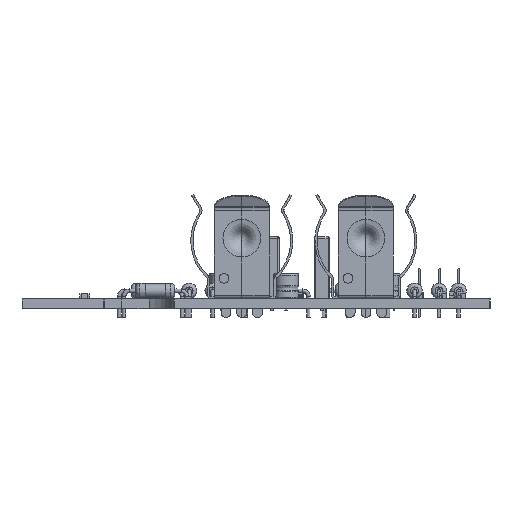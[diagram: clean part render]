
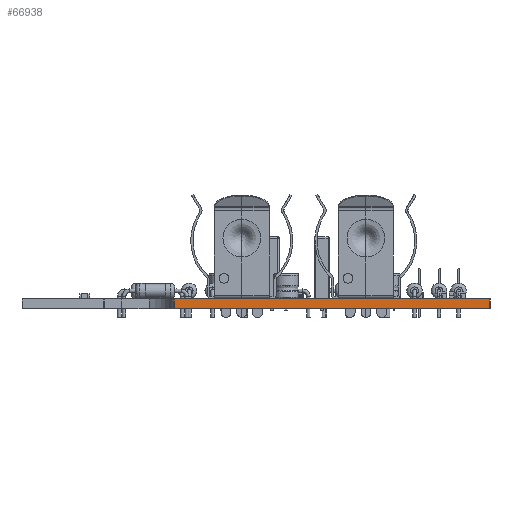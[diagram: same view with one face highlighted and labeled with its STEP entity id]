
A CAD part, left-side view. The second image highlights one B-rep face of the part: STEP entity #66938.
In plain terms, the highlighted planar face has unit normal (-1, 0, 0).
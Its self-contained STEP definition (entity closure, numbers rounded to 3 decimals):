
#58119 = PLANE('',#58120);
#58120 = AXIS2_PLACEMENT_3D('',#58121,#58122,#58123);
#58121 = CARTESIAN_POINT('',(0.,0.,1.6));
#58122 = DIRECTION('',(0.,0.,1.));
#58123 = DIRECTION('',(1.,0.,-0.));
#58173 = PLANE('',#58174);
#58174 = AXIS2_PLACEMENT_3D('',#58175,#58176,#58177);
#58175 = CARTESIAN_POINT('',(0.,0.,0.));
#58176 = DIRECTION('',(0.,0.,1.));
#58177 = DIRECTION('',(1.,0.,-0.));
#58563 = VERTEX_POINT('',#58564);
#58564 = CARTESIAN_POINT('',(83.8,-74.9,0.));
#58578 = PLANE('',#58579);
#58579 = AXIS2_PLACEMENT_3D('',#58580,#58581,#58582);
#58580 = CARTESIAN_POINT('',(83.8,-74.9,0.));
#58581 = DIRECTION('',(-0.002,1.,0.));
#58582 = DIRECTION('',(1.,0.002,0.));
#58590 = EDGE_CURVE('',#58591,#58563,#58593,.T.);
#58591 = VERTEX_POINT('',#58592);
#58592 = CARTESIAN_POINT('',(83.82,-125.984,0.));
#58593 = SURFACE_CURVE('',#58594,(#58598,#58605),.PCURVE_S1.);
#58594 = LINE('',#58595,#58596);
#58595 = CARTESIAN_POINT('',(83.82,-125.984,0.));
#58596 = VECTOR('',#58597,1.);
#58597 = DIRECTION('',(0.,1.,0.));
#58598 = PCURVE('',#58173,#58599);
#58599 = DEFINITIONAL_REPRESENTATION('',(#58600),#58604);
#58600 = LINE('',#58601,#58602);
#58601 = CARTESIAN_POINT('',(83.82,-125.984));
#58602 = VECTOR('',#58603,1.);
#58603 = DIRECTION('',(0.,1.));
#58604 = ( GEOMETRIC_REPRESENTATION_CONTEXT(2) 
PARAMETRIC_REPRESENTATION_CONTEXT() REPRESENTATION_CONTEXT('2D SPACE',''
  ) );
#58605 = PCURVE('',#58606,#58611);
#58606 = PLANE('',#58607);
#58607 = AXIS2_PLACEMENT_3D('',#58608,#58609,#58610);
#58608 = CARTESIAN_POINT('',(83.82,-125.984,0.));
#58609 = DIRECTION('',(-1.,0.,0.));
#58610 = DIRECTION('',(0.,1.,0.));
#58611 = DEFINITIONAL_REPRESENTATION('',(#58612),#58616);
#58612 = LINE('',#58613,#58614);
#58613 = CARTESIAN_POINT('',(0.,0.));
#58614 = VECTOR('',#58615,1.);
#58615 = DIRECTION('',(1.,0.));
#58616 = ( GEOMETRIC_REPRESENTATION_CONTEXT(2) 
PARAMETRIC_REPRESENTATION_CONTEXT() REPRESENTATION_CONTEXT('2D SPACE',''
  ) );
#58634 = PLANE('',#58635);
#58635 = AXIS2_PLACEMENT_3D('',#58636,#58637,#58638);
#58636 = CARTESIAN_POINT('',(195.58,-125.984,0.));
#58637 = DIRECTION('',(0.,-1.,0.));
#58638 = DIRECTION('',(-1.,0.,0.));
#62986 = VERTEX_POINT('',#62987);
#62987 = CARTESIAN_POINT('',(83.8,-74.9,1.6));
#63008 = EDGE_CURVE('',#63009,#62986,#63011,.T.);
#63009 = VERTEX_POINT('',#63010);
#63010 = CARTESIAN_POINT('',(83.82,-125.984,1.6));
#63011 = SURFACE_CURVE('',#63012,(#63016,#63023),.PCURVE_S1.);
#63012 = LINE('',#63013,#63014);
#63013 = CARTESIAN_POINT('',(83.82,-125.984,1.6));
#63014 = VECTOR('',#63015,1.);
#63015 = DIRECTION('',(0.,1.,0.));
#63016 = PCURVE('',#58119,#63017);
#63017 = DEFINITIONAL_REPRESENTATION('',(#63018),#63022);
#63018 = LINE('',#63019,#63020);
#63019 = CARTESIAN_POINT('',(83.82,-125.984));
#63020 = VECTOR('',#63021,1.);
#63021 = DIRECTION('',(0.,1.));
#63022 = ( GEOMETRIC_REPRESENTATION_CONTEXT(2) 
PARAMETRIC_REPRESENTATION_CONTEXT() REPRESENTATION_CONTEXT('2D SPACE',''
  ) );
#63023 = PCURVE('',#58606,#63024);
#63024 = DEFINITIONAL_REPRESENTATION('',(#63025),#63029);
#63025 = LINE('',#63026,#63027);
#63026 = CARTESIAN_POINT('',(0.,-1.6));
#63027 = VECTOR('',#63028,1.);
#63028 = DIRECTION('',(1.,0.));
#63029 = ( GEOMETRIC_REPRESENTATION_CONTEXT(2) 
PARAMETRIC_REPRESENTATION_CONTEXT() REPRESENTATION_CONTEXT('2D SPACE',''
  ) );
#66890 = EDGE_CURVE('',#58591,#63009,#66891,.T.);
#66891 = SURFACE_CURVE('',#66892,(#66896,#66903),.PCURVE_S1.);
#66892 = LINE('',#66893,#66894);
#66893 = CARTESIAN_POINT('',(83.82,-125.984,0.));
#66894 = VECTOR('',#66895,1.);
#66895 = DIRECTION('',(0.,0.,1.));
#66896 = PCURVE('',#58634,#66897);
#66897 = DEFINITIONAL_REPRESENTATION('',(#66898),#66902);
#66898 = LINE('',#66899,#66900);
#66899 = CARTESIAN_POINT('',(111.76,0.));
#66900 = VECTOR('',#66901,1.);
#66901 = DIRECTION('',(0.,-1.));
#66902 = ( GEOMETRIC_REPRESENTATION_CONTEXT(2) 
PARAMETRIC_REPRESENTATION_CONTEXT() REPRESENTATION_CONTEXT('2D SPACE',''
  ) );
#66903 = PCURVE('',#58606,#66904);
#66904 = DEFINITIONAL_REPRESENTATION('',(#66905),#66909);
#66905 = LINE('',#66906,#66907);
#66906 = CARTESIAN_POINT('',(0.,0.));
#66907 = VECTOR('',#66908,1.);
#66908 = DIRECTION('',(0.,-1.));
#66909 = ( GEOMETRIC_REPRESENTATION_CONTEXT(2) 
PARAMETRIC_REPRESENTATION_CONTEXT() REPRESENTATION_CONTEXT('2D SPACE',''
  ) );
#66938 = ADVANCED_FACE('',(#66939),#58606,.T.);
#66939 = FACE_BOUND('',#66940,.T.);
#66940 = EDGE_LOOP('',(#66941,#66942,#66943,#66964));
#66941 = ORIENTED_EDGE('',*,*,#66890,.T.);
#66942 = ORIENTED_EDGE('',*,*,#63008,.T.);
#66943 = ORIENTED_EDGE('',*,*,#66944,.F.);
#66944 = EDGE_CURVE('',#58563,#62986,#66945,.T.);
#66945 = SURFACE_CURVE('',#66946,(#66950,#66957),.PCURVE_S1.);
#66946 = LINE('',#66947,#66948);
#66947 = CARTESIAN_POINT('',(83.8,-74.9,0.));
#66948 = VECTOR('',#66949,1.);
#66949 = DIRECTION('',(0.,0.,1.));
#66950 = PCURVE('',#58606,#66951);
#66951 = DEFINITIONAL_REPRESENTATION('',(#66952),#66956);
#66952 = LINE('',#66953,#66954);
#66953 = CARTESIAN_POINT('',(51.084,0.));
#66954 = VECTOR('',#66955,1.);
#66955 = DIRECTION('',(0.,-1.));
#66956 = ( GEOMETRIC_REPRESENTATION_CONTEXT(2) 
PARAMETRIC_REPRESENTATION_CONTEXT() REPRESENTATION_CONTEXT('2D SPACE',''
  ) );
#66957 = PCURVE('',#58578,#66958);
#66958 = DEFINITIONAL_REPRESENTATION('',(#66959),#66963);
#66959 = LINE('',#66960,#66961);
#66960 = CARTESIAN_POINT('',(0.,0.));
#66961 = VECTOR('',#66962,1.);
#66962 = DIRECTION('',(0.,-1.));
#66963 = ( GEOMETRIC_REPRESENTATION_CONTEXT(2) 
PARAMETRIC_REPRESENTATION_CONTEXT() REPRESENTATION_CONTEXT('2D SPACE',''
  ) );
#66964 = ORIENTED_EDGE('',*,*,#58590,.F.);
